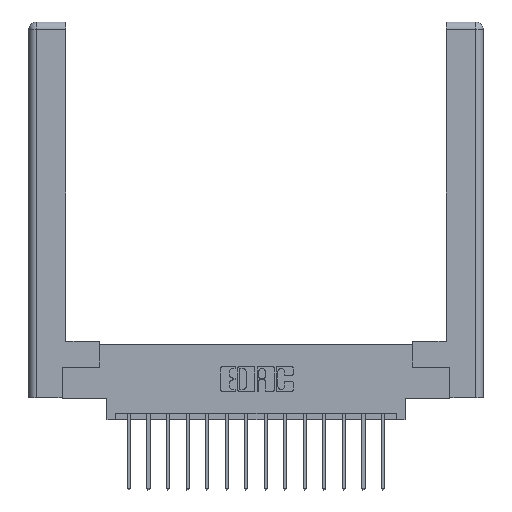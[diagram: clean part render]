
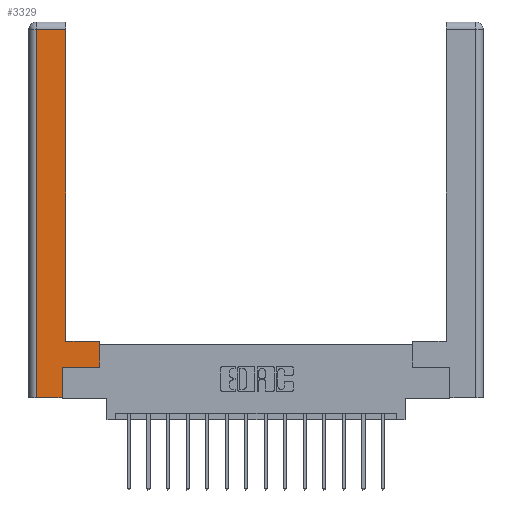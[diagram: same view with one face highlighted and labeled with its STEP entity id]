
A CAD part, top view. The second image highlights one B-rep face of the part: STEP entity #3329.
In plain terms, the highlighted planar face has unit normal (0, 0, 1).
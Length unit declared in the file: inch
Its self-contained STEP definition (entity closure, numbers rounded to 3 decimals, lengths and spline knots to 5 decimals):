
#1364 = AXIS2_PLACEMENT_3D ( 'NONE', #5394, #15965, #16088 ) ;
#2216 = ORIENTED_EDGE ( 'NONE', *, *, #8205, .T. ) ;
#2259 = VECTOR ( 'NONE', #5115, 39.37008 ) ;
#2497 = DIRECTION ( 'NONE',  ( 1., 0., 0. ) ) ;
#2597 = PLANE ( 'NONE',  #1364 ) ;
#2826 = ORIENTED_EDGE ( 'NONE', *, *, #5506, .T. ) ;
#3039 = VECTOR ( 'NONE', #4210, 39.37008 ) ;
#3329 = ADVANCED_FACE ( 'NONE', ( #16197 ), #2597, .F. ) ;
#3372 = EDGE_CURVE ( 'NONE', #6378, #11957, #7025, .T. ) ;
#3525 = VERTEX_POINT ( 'NONE', #8629 ) ;
#4114 = LINE ( 'NONE', #10450, #9749 ) ;
#4210 = DIRECTION ( 'NONE',  ( 0., 1., 0. ) ) ;
#4338 = LINE ( 'NONE', #13156, #11651 ) ;
#4711 = VECTOR ( 'NONE', #8273, 39.37008 ) ;
#5115 = DIRECTION ( 'NONE',  ( 0., 1., 0. ) ) ;
#5279 = VERTEX_POINT ( 'NONE', #8736 ) ;
#5394 = CARTESIAN_POINT ( 'NONE',  ( 0., 0., 0. ) ) ;
#5506 = EDGE_CURVE ( 'NONE', #8646, #3525, #8321, .T. ) ;
#5515 = LINE ( 'NONE', #12720, #13865 ) ;
#6158 = EDGE_CURVE ( 'NONE', #11912, #16733, #4338, .T. ) ;
#6378 = VERTEX_POINT ( 'NONE', #6918 ) ;
#6918 = CARTESIAN_POINT ( 'NONE',  ( 0.565, 0.245, 0. ) ) ;
#7025 = LINE ( 'NONE', #15859, #3039 ) ;
#7136 = CARTESIAN_POINT ( 'NONE',  ( 0.265, 0.245, 0. ) ) ;
#7380 = CARTESIAN_POINT ( 'NONE',  ( 0.0615, 0., 0. ) ) ;
#7452 = EDGE_CURVE ( 'NONE', #16733, #6378, #4114, .T. ) ;
#7858 = CARTESIAN_POINT ( 'NONE',  ( 0.0615, 2.94, 0. ) ) ;
#7982 = EDGE_LOOP ( 'NONE', ( #2826, #16911, #11728, #2216, #11375, #16064, #9987, #8371 ) ) ;
#8205 = EDGE_CURVE ( 'NONE', #14224, #11912, #16422, .T. ) ;
#8273 = DIRECTION ( 'NONE',  ( 1., 0., 0. ) ) ;
#8321 = LINE ( 'NONE', #17016, #2259 ) ;
#8371 = ORIENTED_EDGE ( 'NONE', *, *, #11286, .T. ) ;
#8629 = CARTESIAN_POINT ( 'NONE',  ( 0.295, 2.94, 0. ) ) ;
#8646 = VERTEX_POINT ( 'NONE', #15425 ) ;
#8736 = CARTESIAN_POINT ( 'NONE',  ( 0.0615, 2.94, 0. ) ) ;
#9248 = CARTESIAN_POINT ( 'NONE',  ( 0.265, 0., 0. ) ) ;
#9672 = EDGE_CURVE ( 'NONE', #5279, #14224, #5515, .T. ) ;
#9749 = VECTOR ( 'NONE', #2497, 39.37008 ) ;
#9987 = ORIENTED_EDGE ( 'NONE', *, *, #3372, .T. ) ;
#10395 = DIRECTION ( 'NONE',  ( -1., 0., 0. ) ) ;
#10423 = VECTOR ( 'NONE', #14516, 39.37008 ) ;
#10450 = CARTESIAN_POINT ( 'NONE',  ( 0.565, 0.245, 0. ) ) ;
#10493 = DIRECTION ( 'NONE',  ( 0., 1., 0. ) ) ;
#10715 = CARTESIAN_POINT ( 'NONE',  ( 0.295, 0.45, 0. ) ) ;
#11286 = EDGE_CURVE ( 'NONE', #11957, #8646, #16513, .T. ) ;
#11375 = ORIENTED_EDGE ( 'NONE', *, *, #6158, .T. ) ;
#11651 = VECTOR ( 'NONE', #10493, 39.37008 ) ;
#11728 = ORIENTED_EDGE ( 'NONE', *, *, #9672, .T. ) ;
#11754 = CARTESIAN_POINT ( 'NONE',  ( 0.565, 0.45, 0. ) ) ;
#11912 = VERTEX_POINT ( 'NONE', #9248 ) ;
#11945 = EDGE_CURVE ( 'NONE', #3525, #5279, #13661, .T. ) ;
#11957 = VERTEX_POINT ( 'NONE', #11754 ) ;
#12720 = CARTESIAN_POINT ( 'NONE',  ( 0.0615, 0., 0. ) ) ;
#13156 = CARTESIAN_POINT ( 'NONE',  ( 0.265, 0.245, 0. ) ) ;
#13661 = LINE ( 'NONE', #7858, #14910 ) ;
#13865 = VECTOR ( 'NONE', #15272, 39.37008 ) ;
#14224 = VERTEX_POINT ( 'NONE', #7380 ) ;
#14516 = DIRECTION ( 'NONE',  ( -1., 0., 0. ) ) ;
#14910 = VECTOR ( 'NONE', #10395, 39.37008 ) ;
#14928 = CARTESIAN_POINT ( 'NONE',  ( 0.265, 0., 0. ) ) ;
#15272 = DIRECTION ( 'NONE',  ( 0., -1., 0. ) ) ;
#15425 = CARTESIAN_POINT ( 'NONE',  ( 0.295, 0.45, 0. ) ) ;
#15859 = CARTESIAN_POINT ( 'NONE',  ( 0.565, 0.45, 0. ) ) ;
#15965 = DIRECTION ( 'NONE',  ( 0., 0., -1. ) ) ;
#16064 = ORIENTED_EDGE ( 'NONE', *, *, #7452, .T. ) ;
#16088 = DIRECTION ( 'NONE',  ( -1., 0., 0. ) ) ;
#16197 = FACE_OUTER_BOUND ( 'NONE', #7982, .T. ) ;
#16422 = LINE ( 'NONE', #14928, #4711 ) ;
#16513 = LINE ( 'NONE', #10715, #10423 ) ;
#16733 = VERTEX_POINT ( 'NONE', #7136 ) ;
#16911 = ORIENTED_EDGE ( 'NONE', *, *, #11945, .T. ) ;
#17016 = CARTESIAN_POINT ( 'NONE',  ( 0.295, 3., 0. ) ) ;
